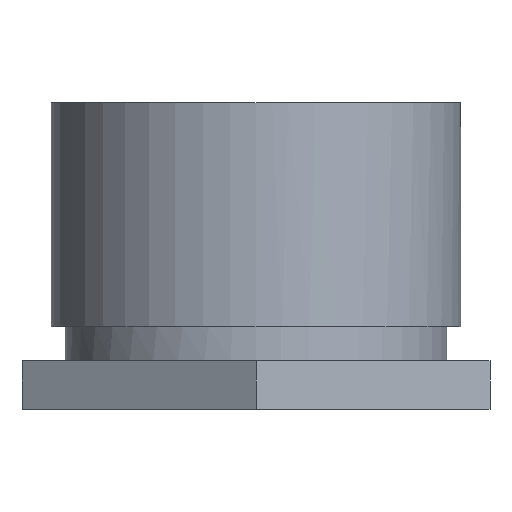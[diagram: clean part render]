
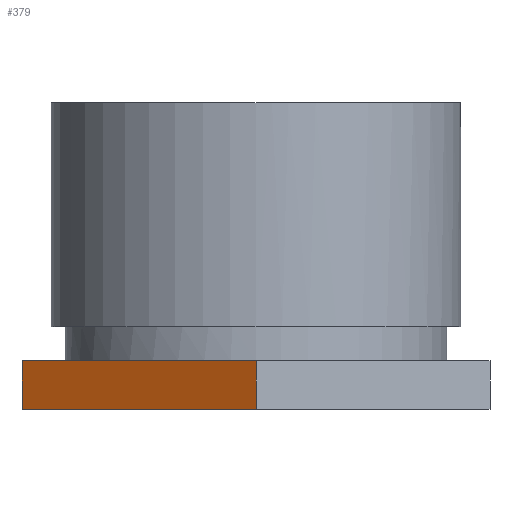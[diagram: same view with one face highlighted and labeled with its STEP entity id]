
A CAD part, left-side view. The second image highlights one B-rep face of the part: STEP entity #379.
In plain terms, the highlighted planar face has unit normal (-0.866, 0.5, 0).
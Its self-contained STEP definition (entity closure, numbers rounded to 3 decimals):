
#24 = VERTEX_POINT('',#25);
#25 = CARTESIAN_POINT('',(353.37,315.931,18.5
    ));
#31 = PLANE('',#32);
#32 = AXIS2_PLACEMENT_3D('',#33,#34,#35);
#33 = CARTESIAN_POINT('',(360.225,308.263,
    18.5));
#34 = DIRECTION('',(0.,0.,-1.));
#35 = DIRECTION('',(0.,-1.,0.));
#42 = PLANE('',#43);
#43 = AXIS2_PLACEMENT_3D('',#44,#45,#46);
#44 = CARTESIAN_POINT('',(357.848,315.931,
    20.006));
#45 = DIRECTION('',(0.,1.,0.));
#46 = DIRECTION('',(0.,0.,1.));
#129 = VERTEX_POINT('',#130);
#130 = CARTESIAN_POINT('',(351.389,312.5,18.5));
#142 = PLANE('',#143);
#143 = AXIS2_PLACEMENT_3D('',#144,#145,#146);
#144 = CARTESIAN_POINT('',(353.65,308.584,
    17.708));
#145 = DIRECTION('',(-0.866,-0.5,0.));
#146 = DIRECTION('',(-0.5,0.866,0.));
#153 = EDGE_CURVE('',#24,#129,#154,.T.);
#154 = SURFACE_CURVE('',#155,(#158,#164),.PCURVE_S1.);
#155 = B_SPLINE_CURVE_WITH_KNOTS('',1,(#156,#157),.UNSPECIFIED.,.F.,.F.,
  (2,2),(0.,3.962),.PIECEWISE_BEZIER_KNOTS.);
#156 = CARTESIAN_POINT('',(353.37,315.931,
    18.5));
#157 = CARTESIAN_POINT('',(351.389,312.5,18.5));
#158 = PCURVE('',#31,#159);
#159 = DEFINITIONAL_REPRESENTATION('',(#160),#163);
#160 = B_SPLINE_CURVE_WITH_KNOTS('',1,(#161,#162),.UNSPECIFIED.,.F.,.F.,
  (2,2),(0.,3.962),.PIECEWISE_BEZIER_KNOTS.);
#161 = CARTESIAN_POINT('',(-7.669,6.855));
#162 = CARTESIAN_POINT('',(-4.237,8.836));
#163 = ( GEOMETRIC_REPRESENTATION_CONTEXT(2) 
PARAMETRIC_REPRESENTATION_CONTEXT() REPRESENTATION_CONTEXT('2D SPACE',''
  ) );
#164 = PCURVE('',#165,#170);
#165 = PLANE('',#166);
#166 = AXIS2_PLACEMENT_3D('',#167,#168,#169);
#167 = CARTESIAN_POINT('',(353.65,316.416,
    20.006));
#168 = DIRECTION('',(-0.866,0.5,0.));
#169 = DIRECTION('',(0.5,0.866,0.));
#170 = DEFINITIONAL_REPRESENTATION('',(#171),#174);
#171 = B_SPLINE_CURVE_WITH_KNOTS('',1,(#172,#173),.UNSPECIFIED.,.F.,.F.,
  (2,2),(0.,3.962),.PIECEWISE_BEZIER_KNOTS.);
#172 = CARTESIAN_POINT('',(-0.56,1.506));
#173 = CARTESIAN_POINT('',(-4.522,1.506));
#174 = ( GEOMETRIC_REPRESENTATION_CONTEXT(2) 
PARAMETRIC_REPRESENTATION_CONTEXT() REPRESENTATION_CONTEXT('2D SPACE',''
  ) );
#379 = ADVANCED_FACE('',(#380),#165,.T.);
#380 = FACE_BOUND('',#381,.T.);
#381 = EDGE_LOOP('',(#382,#383,#403,#428));
#382 = ORIENTED_EDGE('',*,*,#153,.T.);
#383 = ORIENTED_EDGE('',*,*,#384,.T.);
#384 = EDGE_CURVE('',#129,#385,#387,.T.);
#385 = VERTEX_POINT('',#386);
#386 = CARTESIAN_POINT('',(351.389,312.5,19.215));
#387 = SURFACE_CURVE('',#388,(#391,#397),.PCURVE_S1.);
#388 = B_SPLINE_CURVE_WITH_KNOTS('',1,(#389,#390),.UNSPECIFIED.,.F.,.F.,
  (2,2),(0.,0.715),.PIECEWISE_BEZIER_KNOTS.);
#389 = CARTESIAN_POINT('',(351.389,312.5,18.5));
#390 = CARTESIAN_POINT('',(351.389,312.5,19.215));
#391 = PCURVE('',#165,#392);
#392 = DEFINITIONAL_REPRESENTATION('',(#393),#396);
#393 = B_SPLINE_CURVE_WITH_KNOTS('',1,(#394,#395),.UNSPECIFIED.,.F.,.F.,
  (2,2),(0.,0.715),.PIECEWISE_BEZIER_KNOTS.);
#394 = CARTESIAN_POINT('',(-4.522,1.506));
#395 = CARTESIAN_POINT('',(-4.522,0.791));
#396 = ( GEOMETRIC_REPRESENTATION_CONTEXT(2) 
PARAMETRIC_REPRESENTATION_CONTEXT() REPRESENTATION_CONTEXT('2D SPACE',''
  ) );
#397 = PCURVE('',#142,#398);
#398 = DEFINITIONAL_REPRESENTATION('',(#399),#402);
#399 = B_SPLINE_CURVE_WITH_KNOTS('',1,(#400,#401),.UNSPECIFIED.,.F.,.F.,
  (2,2),(0.,0.715),.PIECEWISE_BEZIER_KNOTS.);
#400 = CARTESIAN_POINT('',(4.522,-0.791));
#401 = CARTESIAN_POINT('',(4.522,-1.506));
#402 = ( GEOMETRIC_REPRESENTATION_CONTEXT(2) 
PARAMETRIC_REPRESENTATION_CONTEXT() REPRESENTATION_CONTEXT('2D SPACE',''
  ) );
#403 = ORIENTED_EDGE('',*,*,#404,.T.);
#404 = EDGE_CURVE('',#385,#405,#407,.T.);
#405 = VERTEX_POINT('',#406);
#406 = CARTESIAN_POINT('',(353.37,315.931,
    19.215));
#407 = SURFACE_CURVE('',#408,(#411,#417),.PCURVE_S1.);
#408 = B_SPLINE_CURVE_WITH_KNOTS('',1,(#409,#410),.UNSPECIFIED.,.F.,.F.,
  (2,2),(-3.962,0.),.PIECEWISE_BEZIER_KNOTS.);
#409 = CARTESIAN_POINT('',(351.389,312.5,19.215));
#410 = CARTESIAN_POINT('',(353.37,315.931,
    19.215));
#411 = PCURVE('',#165,#412);
#412 = DEFINITIONAL_REPRESENTATION('',(#413),#416);
#413 = B_SPLINE_CURVE_WITH_KNOTS('',1,(#414,#415),.UNSPECIFIED.,.F.,.F.,
  (2,2),(-3.962,0.),.PIECEWISE_BEZIER_KNOTS.);
#414 = CARTESIAN_POINT('',(-4.522,0.791));
#415 = CARTESIAN_POINT('',(-0.56,0.791));
#416 = ( GEOMETRIC_REPRESENTATION_CONTEXT(2) 
PARAMETRIC_REPRESENTATION_CONTEXT() REPRESENTATION_CONTEXT('2D SPACE',''
  ) );
#417 = PCURVE('',#418,#423);
#418 = PLANE('',#419);
#419 = AXIS2_PLACEMENT_3D('',#420,#421,#422);
#420 = CARTESIAN_POINT('',(360.225,308.263,
    19.215));
#421 = DIRECTION('',(0.,0.,1.));
#422 = DIRECTION('',(0.,1.,0.));
#423 = DEFINITIONAL_REPRESENTATION('',(#424),#427);
#424 = B_SPLINE_CURVE_WITH_KNOTS('',1,(#425,#426),.UNSPECIFIED.,.F.,.F.,
  (2,2),(-3.962,0.),.PIECEWISE_BEZIER_KNOTS.);
#425 = CARTESIAN_POINT('',(4.237,8.836));
#426 = CARTESIAN_POINT('',(7.669,6.855));
#427 = ( GEOMETRIC_REPRESENTATION_CONTEXT(2) 
PARAMETRIC_REPRESENTATION_CONTEXT() REPRESENTATION_CONTEXT('2D SPACE',''
  ) );
#428 = ORIENTED_EDGE('',*,*,#429,.T.);
#429 = EDGE_CURVE('',#405,#24,#430,.T.);
#430 = SURFACE_CURVE('',#431,(#434,#440),.PCURVE_S1.);
#431 = B_SPLINE_CURVE_WITH_KNOTS('',1,(#432,#433),.UNSPECIFIED.,.F.,.F.,
  (2,2),(-0.715,0.),.PIECEWISE_BEZIER_KNOTS.);
#432 = CARTESIAN_POINT('',(353.37,315.931,
    19.215));
#433 = CARTESIAN_POINT('',(353.37,315.931,
    18.5));
#434 = PCURVE('',#165,#435);
#435 = DEFINITIONAL_REPRESENTATION('',(#436),#439);
#436 = B_SPLINE_CURVE_WITH_KNOTS('',1,(#437,#438),.UNSPECIFIED.,.F.,.F.,
  (2,2),(-0.715,0.),.PIECEWISE_BEZIER_KNOTS.);
#437 = CARTESIAN_POINT('',(-0.56,0.791));
#438 = CARTESIAN_POINT('',(-0.56,1.506));
#439 = ( GEOMETRIC_REPRESENTATION_CONTEXT(2) 
PARAMETRIC_REPRESENTATION_CONTEXT() REPRESENTATION_CONTEXT('2D SPACE',''
  ) );
#440 = PCURVE('',#42,#441);
#441 = DEFINITIONAL_REPRESENTATION('',(#442),#445);
#442 = B_SPLINE_CURVE_WITH_KNOTS('',1,(#443,#444),.UNSPECIFIED.,.F.,.F.,
  (2,2),(-0.715,0.),.PIECEWISE_BEZIER_KNOTS.);
#443 = CARTESIAN_POINT('',(-0.791,-4.478));
#444 = CARTESIAN_POINT('',(-1.506,-4.478));
#445 = ( GEOMETRIC_REPRESENTATION_CONTEXT(2) 
PARAMETRIC_REPRESENTATION_CONTEXT() REPRESENTATION_CONTEXT('2D SPACE',''
  ) );
